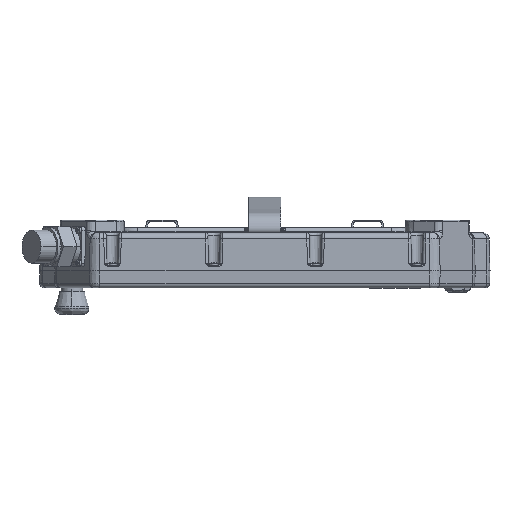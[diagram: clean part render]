
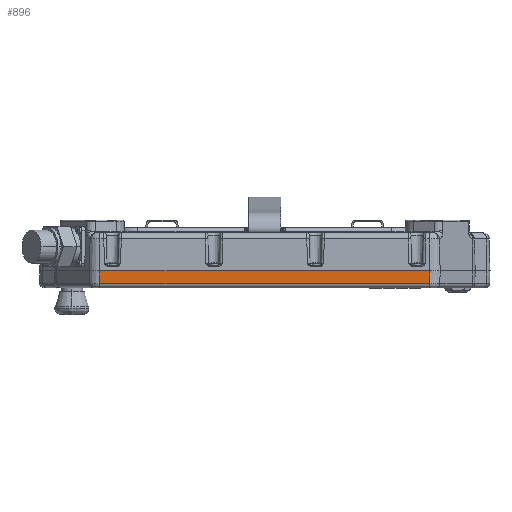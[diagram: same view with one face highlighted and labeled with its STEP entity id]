
A CAD part, front view. The second image highlights one B-rep face of the part: STEP entity #896.
In plain terms, the highlighted planar face has unit normal (0, -1, -0.026).
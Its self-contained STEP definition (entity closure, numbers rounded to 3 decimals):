
#896 = ADVANCED_FACE ( 'NONE', ( #29671 ), #46296, .T. ) ;
#4175 = CARTESIAN_POINT ( 'NONE',  ( 130., -117.5, 0. ) ) ;
#4488 = LINE ( 'NONE', #43727, #30159 ) ;
#13186 = LINE ( 'NONE', #104630, #46522 ) ;
#13298 = CARTESIAN_POINT ( 'NONE',  ( 130., -117.5, 0. ) ) ;
#16956 = CARTESIAN_POINT ( 'NONE',  ( -130., -117.5, 0. ) ) ;
#18870 = ORIENTED_EDGE ( 'NONE', *, *, #49020, .T. ) ;
#22115 = VERTEX_POINT ( 'NONE', #4175 ) ;
#29671 = FACE_OUTER_BOUND ( 'NONE', #61195, .T. ) ;
#30159 = VECTOR ( 'NONE', #91859, 1000. ) ;
#31259 = LINE ( 'NONE', #83065, #79816 ) ;
#32150 = ORIENTED_EDGE ( 'NONE', *, *, #99777, .T. ) ;
#33361 = EDGE_CURVE ( 'NONE', #95582, #90615, #95440, .T. ) ;
#39400 = AXIS2_PLACEMENT_3D ( 'NONE', #13298, #54514, #87003 ) ;
#43727 = CARTESIAN_POINT ( 'NONE',  ( 130., -117.5, 0. ) ) ;
#43824 = CARTESIAN_POINT ( 'NONE',  ( -130., -117.5, 0. ) ) ;
#44158 = DIRECTION ( 'NONE',  ( 0., 0.026, -1. ) ) ;
#46296 = PLANE ( 'NONE',  #39400 ) ;
#46522 = VECTOR ( 'NONE', #47951, 1000. ) ;
#47951 = DIRECTION ( 'NONE',  ( -1., 0., 0. ) ) ;
#49020 = EDGE_CURVE ( 'NONE', #22115, #95582, #31259, .T. ) ;
#52727 = CARTESIAN_POINT ( 'NONE',  ( -130., -117.236, -10.092 ) ) ;
#54514 = DIRECTION ( 'NONE',  ( 0., -1., -0.026 ) ) ;
#58439 = VECTOR ( 'NONE', #44158, 1000. ) ;
#59991 = VERTEX_POINT ( 'NONE', #93543 ) ;
#61195 = EDGE_LOOP ( 'NONE', ( #79745, #32150, #18870, #78576 ) ) ;
#63021 = EDGE_CURVE ( 'NONE', #59991, #90615, #13186, .T. ) ;
#78576 = ORIENTED_EDGE ( 'NONE', *, *, #33361, .T. ) ;
#79745 = ORIENTED_EDGE ( 'NONE', *, *, #63021, .F. ) ;
#79816 = VECTOR ( 'NONE', #99020, 1000. ) ;
#83065 = CARTESIAN_POINT ( 'NONE',  ( 130., -117.5, 0. ) ) ;
#87003 = DIRECTION ( 'NONE',  ( 0., 0.026, -1. ) ) ;
#90615 = VERTEX_POINT ( 'NONE', #52727 ) ;
#91859 = DIRECTION ( 'NONE',  ( 0., -0.026, 1. ) ) ;
#93543 = CARTESIAN_POINT ( 'NONE',  ( 130., -117.236, -10.092 ) ) ;
#95440 = LINE ( 'NONE', #43824, #58439 ) ;
#95582 = VERTEX_POINT ( 'NONE', #16956 ) ;
#99020 = DIRECTION ( 'NONE',  ( -1., 0., 0. ) ) ;
#99777 = EDGE_CURVE ( 'NONE', #59991, #22115, #4488, .T. ) ;
#104630 = CARTESIAN_POINT ( 'NONE',  ( -155., -117.236, -10.092 ) ) ;
